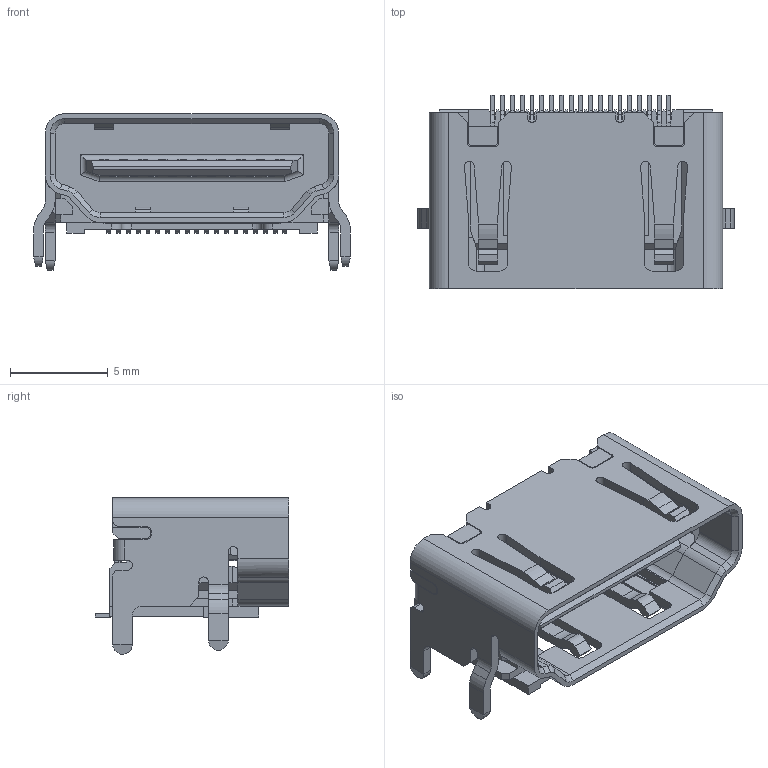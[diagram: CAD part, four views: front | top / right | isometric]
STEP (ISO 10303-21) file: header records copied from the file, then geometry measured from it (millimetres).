
FILE_DESCRIPTION(('FreeCAD Model'),'2;1');
FILE_NAME('Open CASCADE Shape Model','2025-08-17T14:27:56',( 'kicad StepUp'),('ksu MCAD'),'Open CASCADE STEP processor 7.9', 'FreeCAD','Unknown');
FILE_SCHEMA(('AUTOMOTIVE_DESIGN { 1 0 10303 214 1 1 1 1 }'));
Length unit declared in the file: millimetre
Products named in the file (1): HDMI_A_Amphenol_10029449-x01xLF_Horizontal
Bounding box: 16.2 x 9.9 x 8 mm (x, y, z)
Volume: 338.3 mm3; surface area: 1163.1 mm2
Topology: 1 solids, 1 shells, 857 faces, 2482 edges, 1634 vertices
Faces by surface type: plane 651, cylinder 196, cone 8, torus 2
Entity records: 35738 total; most frequent: CARTESIAN_POINT 4974, ORIENTED_EDGE 4964, DIRECTION 4642, EDGE_CURVE 2482, LINE 2038, VECTOR 2038, VERTEX_POINT 1634, AXIS2_PLACEMENT_3D 1302
